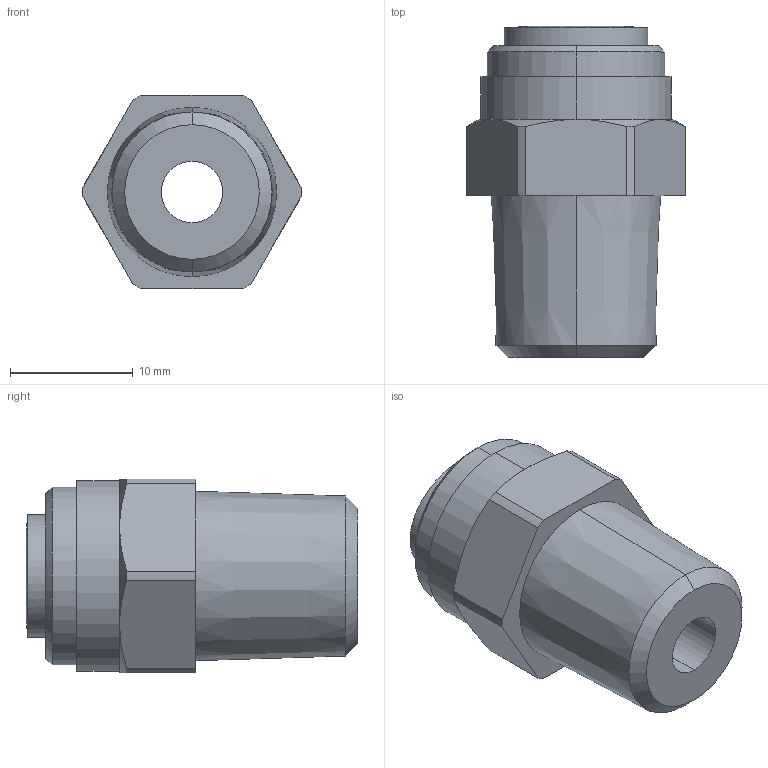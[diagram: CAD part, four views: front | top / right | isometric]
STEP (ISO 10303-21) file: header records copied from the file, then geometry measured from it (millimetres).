
FILE_DESCRIPTION (( 'STEP AP214' ), '1' );
FILE_NAME ('MS14-14N-P.step', '2017-08-29T20:48:34', ( '' ), ( '' ), 'SwSTEP 2.0', 'SolidWorks 2017', '' );
FILE_SCHEMA (( 'AUTOMOTIVE_DESIGN' ));
Length unit declared in the file: inch
Products named in the file (1): MS14-14N-P
Bounding box: 17.8 x 27 x 15.8 mm (x, y, z)
Volume: 3649 mm3; surface area: 2044.6 mm2
Topology: 1 solids, 1 shells, 44 faces, 101 edges, 63 vertices
Faces by surface type: cylinder 14, cone 12, plane 12, bspline 6
Entity records: 2163 total; most frequent: CARTESIAN_POINT 1157, ORIENTED_EDGE 202, DIRECTION 198, EDGE_CURVE 101, AXIS2_PLACEMENT_3D 83, VERTEX_POINT 63, EDGE_LOOP 50, ADVANCED_FACE 44
